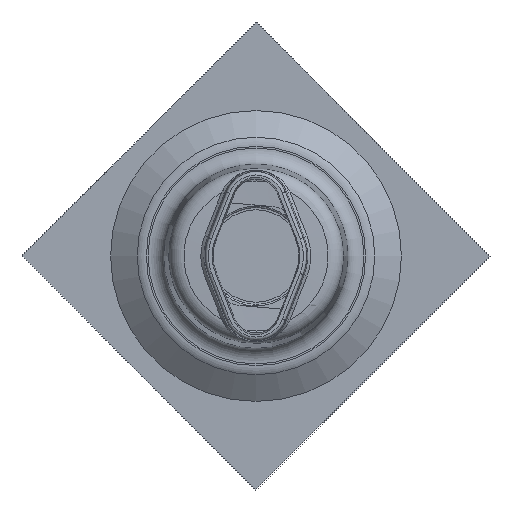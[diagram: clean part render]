
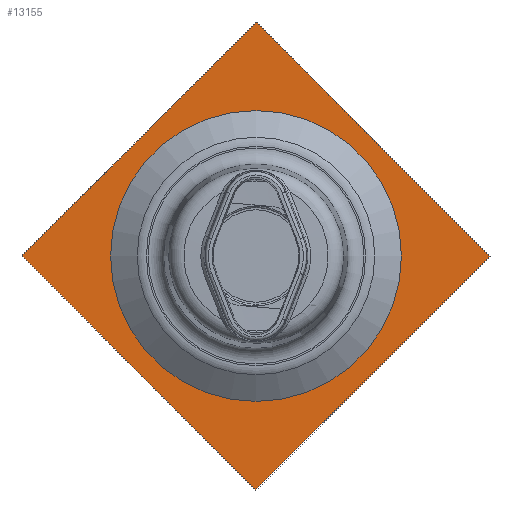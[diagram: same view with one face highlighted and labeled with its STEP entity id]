
A CAD part, front view. The second image highlights one B-rep face of the part: STEP entity #13155.
In plain terms, the highlighted planar face has unit normal (0, -1, 0).
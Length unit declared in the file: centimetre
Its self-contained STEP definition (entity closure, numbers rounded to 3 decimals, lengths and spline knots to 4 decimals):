
#632=CIRCLE('',#1099,9.009);
#1098=AXIS2_PLACEMENT_3D('',#19602,#4015,$);
#1099=AXIS2_PLACEMENT_3D('',#19603,#4016,#4017);
#1595=PLANE('',#1098);
#2171=VECTOR('',#4002,1.);
#2174=VECTOR('',#4006,1.);
#2177=VECTOR('',#4011,1.);
#2178=VECTOR('',#4014,1.);
#2869=LINE('',#19586,#2171);
#2872=LINE('',#19592,#2174);
#2875=LINE('',#19598,#2177);
#2876=LINE('',#19601,#2178);
#4002=DIRECTION('',(-0.707,0.,-0.707));
#4006=DIRECTION('',(0.707,0.,-0.707));
#4011=DIRECTION('',(0.707,0.,0.707));
#4014=DIRECTION('',(-0.707,0.,0.707));
#4015=DIRECTION('',(0.,-1.,0.));
#4016=DIRECTION('',(0.,1.,0.));
#4017=DIRECTION('',(9.009,0.,0.));
#5451=VERTEX_POINT('',#19585);
#5452=VERTEX_POINT('',#19587);
#5453=VERTEX_POINT('',#19591);
#5454=VERTEX_POINT('',#19597);
#5455=VERTEX_POINT('',#19604);
#7445=EDGE_CURVE('',#5452,#5451,#2869,.T.);
#7448=EDGE_CURVE('',#5451,#5453,#2872,.T.);
#7451=EDGE_CURVE('',#5453,#5454,#2875,.T.);
#7452=EDGE_CURVE('',#5454,#5452,#2876,.T.);
#7453=EDGE_CURVE('',#5455,#5455,#632,.T.);
#10085=ORIENTED_EDGE('',*,*,#7453,.T.);
#10086=ORIENTED_EDGE('',*,*,#7452,.T.);
#10087=ORIENTED_EDGE('',*,*,#7445,.T.);
#10088=ORIENTED_EDGE('',*,*,#7448,.T.);
#10089=ORIENTED_EDGE('',*,*,#7451,.T.);
#11777=EDGE_LOOP('',(#10085));
#11778=EDGE_LOOP('',(#10086,#10087,#10088,#10089));
#12481=FACE_BOUND('',#11777,.T.);
#12482=FACE_BOUND('',#11778,.T.);
#13155=ADVANCED_FACE('',(#12481,#12482),#1595,.T.);
#19585=CARTESIAN_POINT('',(-14.4957,0.,0.));
#19586=CARTESIAN_POINT('',(0.,0.,
14.4957));
#19587=CARTESIAN_POINT('',(0.,0.,
14.4957));
#19591=CARTESIAN_POINT('',(0.,0.,
-14.4957));
#19592=CARTESIAN_POINT('',(-14.4957,0.,0.));
#19597=CARTESIAN_POINT('',(14.4957,0.,0.));
#19598=CARTESIAN_POINT('',(0.,0.,
-14.4957));
#19601=CARTESIAN_POINT('',(14.4957,0.,0.));
#19602=CARTESIAN_POINT('',(10.3703,0.,0.));
#19603=CARTESIAN_POINT('',(0.,0.,0.));
#19604=CARTESIAN_POINT('',(9.009,0.,0.));
